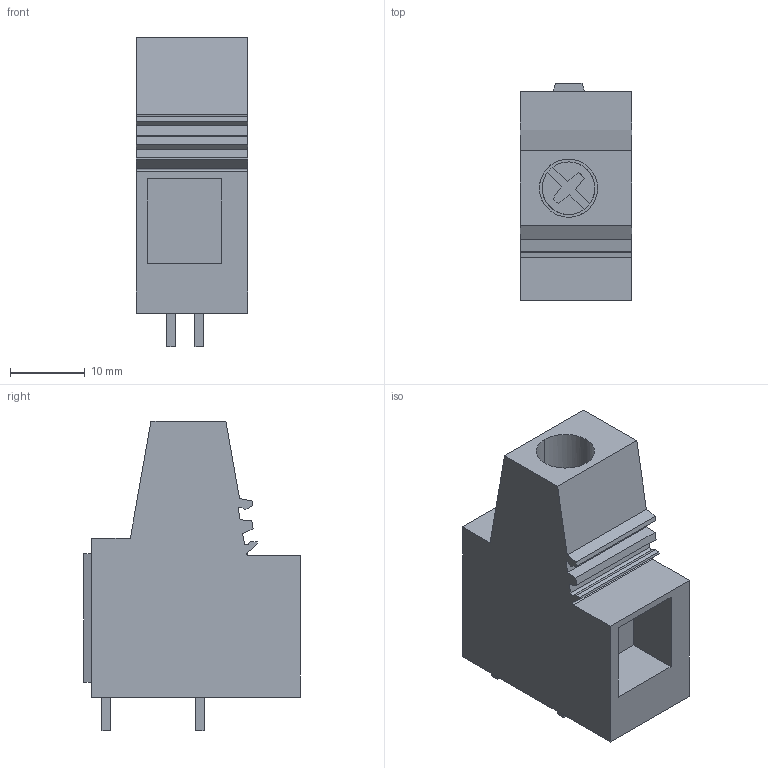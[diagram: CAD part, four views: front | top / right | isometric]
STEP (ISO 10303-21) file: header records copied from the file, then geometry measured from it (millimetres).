
FILE_DESCRIPTION(('CATIA V5 STEP Exchange','CAx-IF Rec.Pracs.--- Model Styling and Organization---1.2---2011-12-15'),'2;1');
FILE_NAME ('D1449859_0_1226460000_1226460000.stp','2018-04-18T09:58:28+00:00',('none'),('Weidmueller'),'CATIA Version 5-6 Release 2014','CATIA V5 STEP AP214','none');
FILE_SCHEMA(('AUTOMOTIVE_DESIGN { 1 0 10303 214 1 1 1 1 }'));
Length unit declared in the file: millimetre
Products named in the file (1): 1226460000
Bounding box: 15 x 29.06 x 41.45 mm (x, y, z)
Volume: 9855.5 mm3; surface area: 4843.7 mm2
Topology: 4 solids, 4 shells, 117 faces, 312 edges, 208 vertices
Faces by surface type: plane 104, cylinder 11, extrusion 2
Entity records: 3852 total; most frequent: CARTESIAN_POINT 857, ORIENTED_EDGE 624, DIRECTION 502, EDGE_CURVE 312, VECTOR 284, LINE 282, VERTEX_POINT 208, EDGE_LOOP 122
